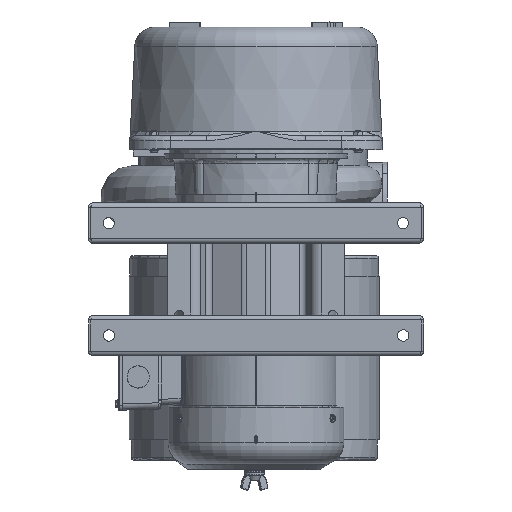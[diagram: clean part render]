
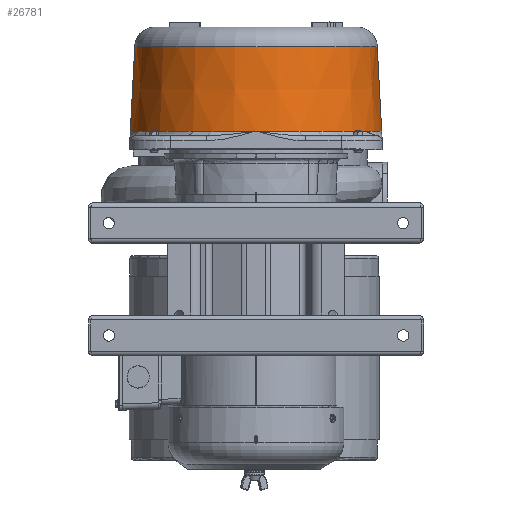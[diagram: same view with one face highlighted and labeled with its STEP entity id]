
A CAD part, front view. The second image highlights one B-rep face of the part: STEP entity #26781.
In plain terms, the highlighted conical face has half-angle 3 degrees and reference radius 155.543 mm.
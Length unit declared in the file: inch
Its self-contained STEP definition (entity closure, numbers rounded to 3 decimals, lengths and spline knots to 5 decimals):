
#461=CONICAL_SURFACE('',#28645,6.12374,3.);
#2407=LINE('',#47794,#4004);
#2417=LINE('',#48007,#4014);
#4004=VECTOR('',#31951,4.1411);
#4014=VECTOR('',#31969,4.1411);
#5974=FACE_OUTER_BOUND('',#7775,.T.);
#7775=EDGE_LOOP('',(#18541,#18542,#18543,#18544,#18545));
#9690=CIRCLE('',#28646,6.14195);
#9691=CIRCLE('',#28647,5.92522);
#9692=CIRCLE('',#28648,6.14195);
#11141=VERTEX_POINT('',#47791);
#11142=VERTEX_POINT('',#47793);
#11147=VERTEX_POINT('',#47865);
#11153=VERTEX_POINT('',#47986);
#11154=VERTEX_POINT('',#48006);
#13896=EDGE_CURVE('',#11141,#11142,#2407,.T.);
#13912=EDGE_CURVE('',#11153,#11154,#2417,.T.);
#14010=EDGE_CURVE('',#11142,#11147,#9690,.T.);
#14011=EDGE_CURVE('',#11141,#11154,#9691,.T.);
#14012=EDGE_CURVE('',#11147,#11153,#9692,.T.);
#18541=ORIENTED_EDGE('',*,*,#14010,.F.);
#18542=ORIENTED_EDGE('',*,*,#13896,.F.);
#18543=ORIENTED_EDGE('',*,*,#14011,.T.);
#18544=ORIENTED_EDGE('',*,*,#13912,.F.);
#18545=ORIENTED_EDGE('',*,*,#14012,.F.);
#26781=ADVANCED_FACE('',(#5974),#461,.T.);
#28645=AXIS2_PLACEMENT_3D('',#48647,#32118,#32119);
#28646=AXIS2_PLACEMENT_3D('',#48648,#32120,#32121);
#28647=AXIS2_PLACEMENT_3D('',#48649,#32122,#32123);
#28648=AXIS2_PLACEMENT_3D('',#48650,#32124,#32125);
#31951=DIRECTION('',(0.052,0.,-0.999));
#31969=DIRECTION('',(0.052,0.,0.999));
#32118=DIRECTION('center_axis',(0.,0.,
-1.));
#32119=DIRECTION('ref_axis',(-0.965,-0.261,0.));
#32120=DIRECTION('center_axis',(0.,0.,
-1.));
#32121=DIRECTION('ref_axis',(0.,-1.,0.));
#32122=DIRECTION('center_axis',(0.,0.,
-1.));
#32123=DIRECTION('ref_axis',(1.,0.,0.));
#32124=DIRECTION('center_axis',(0.,0.,
-1.));
#32125=DIRECTION('ref_axis',(0.,-1.,0.));
#47791=CARTESIAN_POINT('',(-7.44741,0.69674,11.41182));
#47793=CARTESIAN_POINT('',(-7.23069,0.69674,7.2764));
#47794=CARTESIAN_POINT('',(-7.44741,0.69674,11.41182));
#47865=CARTESIAN_POINT('',(-13.37246,-5.44521,7.27637));
#47986=CARTESIAN_POINT('',(-19.51458,0.69674,7.2764));
#48006=CARTESIAN_POINT('',(-19.29785,0.69674,11.41182));
#48007=CARTESIAN_POINT('',(-19.51458,0.69674,7.2764));
#48647=CARTESIAN_POINT('Origin',(-13.37263,0.69674,7.62377));
#48648=CARTESIAN_POINT('Origin',(-13.37263,0.69674,7.2764));
#48649=CARTESIAN_POINT('Origin',(-13.37263,0.69674,11.41182));
#48650=CARTESIAN_POINT('Origin',(-13.37263,0.69674,7.2764));
